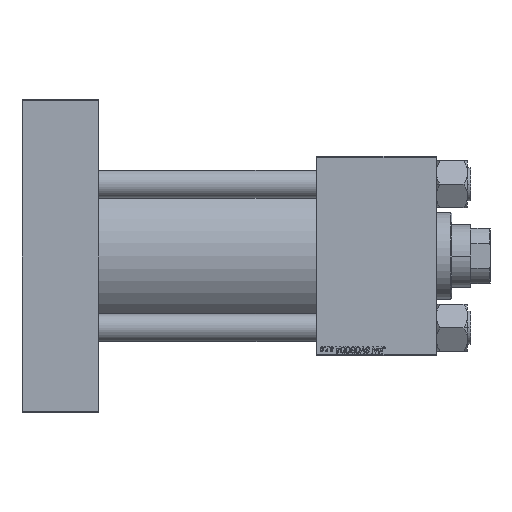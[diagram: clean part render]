
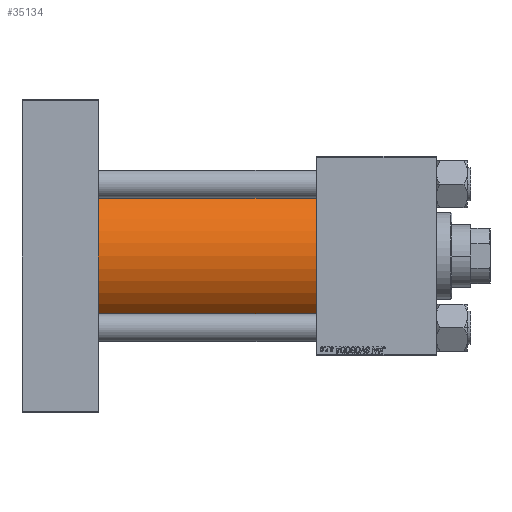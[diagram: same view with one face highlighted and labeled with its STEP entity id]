
A CAD part, front view. The second image highlights one B-rep face of the part: STEP entity #35134.
In plain terms, the highlighted cylindrical face has radius 43 mm (diameter 86 mm), a partial arc.
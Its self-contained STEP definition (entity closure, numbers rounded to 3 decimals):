
#18 = LINE ( 'NONE', #11028, #31492 ) ;
#201 = CARTESIAN_POINT ( 'NONE',  ( 44., 0., 0. ) ) ;
#2818 = VERTEX_POINT ( 'NONE', #42590 ) ;
#3442 = EDGE_CURVE ( 'NONE', #30638, #39169, #27775, .T. ) ;
#3529 = DIRECTION ( 'NONE',  ( 0., 0., 1. ) ) ;
#8136 = DIRECTION ( 'NONE',  ( 1., 0., 0. ) ) ;
#9019 = AXIS2_PLACEMENT_3D ( 'NONE', #201, #8136, #3529 ) ;
#9436 = VECTOR ( 'NONE', #43083, 1000. ) ;
#10039 = CARTESIAN_POINT ( 'NONE',  ( 170., 0., 0. ) ) ;
#10297 = DIRECTION ( 'NONE',  ( 0., 0., 1. ) ) ;
#11028 = CARTESIAN_POINT ( 'NONE',  ( 170., 0., -43. ) ) ;
#11121 = ORIENTED_EDGE ( 'NONE', *, *, #23650, .F. ) ;
#13087 = ORIENTED_EDGE ( 'NONE', *, *, #24513, .T. ) ;
#15231 = CARTESIAN_POINT ( 'NONE',  ( 170., 0., -43. ) ) ;
#17144 = DIRECTION ( 'NONE',  ( 0., 0., -1. ) ) ;
#18360 = AXIS2_PLACEMENT_3D ( 'NONE', #21214, #36821, #17144 ) ;
#19705 = DIRECTION ( 'NONE',  ( -1., 0., 0. ) ) ;
#19716 = ORIENTED_EDGE ( 'NONE', *, *, #3442, .T. ) ;
#19969 = EDGE_CURVE ( 'NONE', #31652, #39169, #18, .T. ) ;
#21214 = CARTESIAN_POINT ( 'NONE',  ( 170., 0., 0. ) ) ;
#23346 = CARTESIAN_POINT ( 'NONE',  ( 44., 0., -43. ) ) ;
#23650 = EDGE_CURVE ( 'NONE', #2818, #31652, #38831, .T. ) ;
#24513 = EDGE_CURVE ( 'NONE', #2818, #30638, #40230, .T. ) ;
#27477 = CARTESIAN_POINT ( 'NONE',  ( 170., 0., 43. ) ) ;
#27775 = CIRCLE ( 'NONE', #9019, 43. ) ;
#29712 = CYLINDRICAL_SURFACE ( 'NONE', #46009, 43. ) ;
#30638 = VERTEX_POINT ( 'NONE', #37203 ) ;
#31492 = VECTOR ( 'NONE', #19705, 1000. ) ;
#31652 = VERTEX_POINT ( 'NONE', #15231 ) ;
#33278 = ORIENTED_EDGE ( 'NONE', *, *, #19969, .F. ) ;
#35134 = ADVANCED_FACE ( 'NONE', ( #48676 ), #29712, .T. ) ;
#36821 = DIRECTION ( 'NONE',  ( 1., 0., 0. ) ) ;
#37203 = CARTESIAN_POINT ( 'NONE',  ( 44., 0., 43. ) ) ;
#38831 = CIRCLE ( 'NONE', #18360, 43. ) ;
#39169 = VERTEX_POINT ( 'NONE', #23346 ) ;
#40230 = LINE ( 'NONE', #27477, #9436 ) ;
#42590 = CARTESIAN_POINT ( 'NONE',  ( 170., 0., 43. ) ) ;
#43083 = DIRECTION ( 'NONE',  ( -1., 0., 0. ) ) ;
#45922 = EDGE_LOOP ( 'NONE', ( #33278, #11121, #13087, #19716 ) ) ;
#46009 = AXIS2_PLACEMENT_3D ( 'NONE', #10039, #49175, #10297 ) ;
#48676 = FACE_OUTER_BOUND ( 'NONE', #45922, .T. ) ;
#49175 = DIRECTION ( 'NONE',  ( -1., 0., 0. ) ) ;
